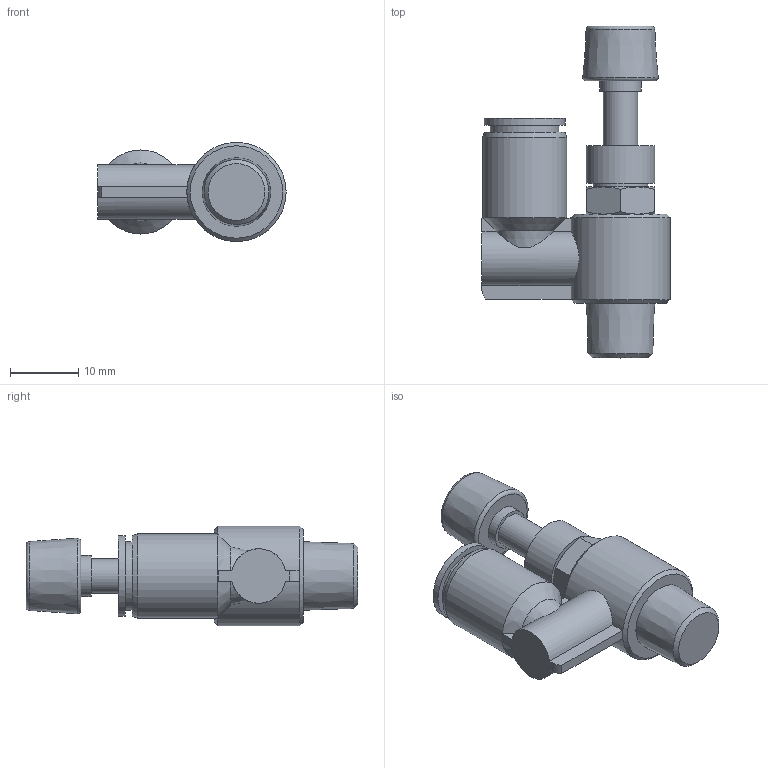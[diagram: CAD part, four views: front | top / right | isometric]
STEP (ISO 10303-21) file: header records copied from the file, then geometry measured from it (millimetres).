
FILE_DESCRIPTION(/* description */ ('STEP AP214'),/* implementation_level */ '2;1');
FILE_NAME(/* name */ '153513_LRL-1_8-QS-6',/* time_stamp */ '2024-09-04T23:15:32+02:00',/* author */ ('License CC BY-ND 4.0'),/* organization */ ('CADENAS'),/* preprocessor_version */ 'ST-DEVELOPER v19.3',/* originating_system */ 'PARTsolutions',/* authorisation */ ' ');
FILE_SCHEMA (('AUTOMOTIVE_DESIGN {1 0 10303 214 3 1 1}'));
Length unit declared in the file: millimetre
Products named in the file (1): 153513 LRL-1/8-QS-6---(0)
Bounding box: 27.5 x 48.5 x 14.5 mm (x, y, z)
Volume: 6543.9 mm3; surface area: 3568.9 mm2
Topology: 1 solids, 1 shells, 70 faces, 152 edges, 95 vertices
Faces by surface type: plane 33, cone 21, cylinder 14, torus 2
Full cylindrical faces by diameter (mm): 4.988 x1, 6 x2, 8 x1, 10 x2, 11.8 x1, 12.3 x1, 14.5 x1
Entity records: 1887 total; most frequent: CARTESIAN_POINT 444, DIRECTION 287, ORIENTED_EDGE 264, EDGE_CURVE 132, AXIS2_PLACEMENT_3D 124, EDGE_LOOP 99, FACE_BOUND 99, VERTEX_POINT 93
